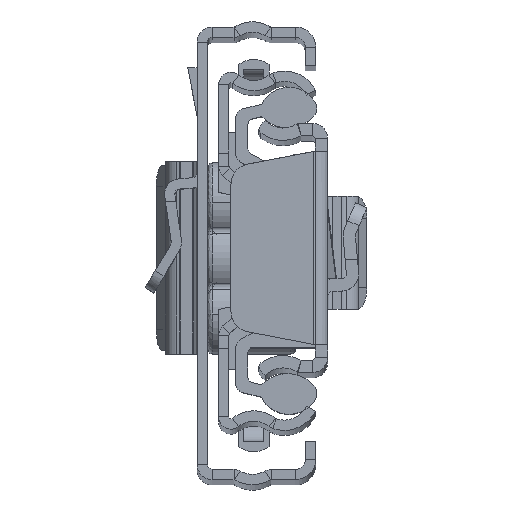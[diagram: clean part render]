
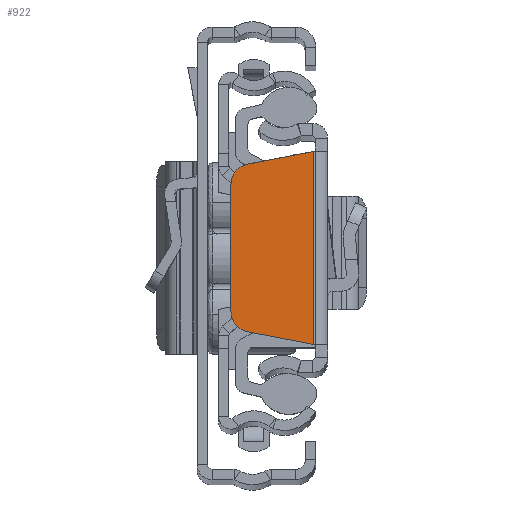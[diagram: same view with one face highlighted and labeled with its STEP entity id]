
A CAD part, top view. The second image highlights one B-rep face of the part: STEP entity #922.
In plain terms, the highlighted planar face has unit normal (0, 0, 1).
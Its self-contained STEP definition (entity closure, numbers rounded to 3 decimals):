
#922 = ADVANCED_FACE ( 'NONE', ( #5372 ), #14066, .F. ) ;
#984 = LINE ( 'NONE', #20687, #19460 ) ;
#1300 = VERTEX_POINT ( 'NONE', #9948 ) ;
#1307 = VECTOR ( 'NONE', #18904, 1000. ) ;
#2139 = CARTESIAN_POINT ( 'NONE',  ( -9.401, 6.183, 0. ) ) ;
#2816 = AXIS2_PLACEMENT_3D ( 'NONE', #19982, #20994, #6711 ) ;
#3199 = VERTEX_POINT ( 'NONE', #18456 ) ;
#3247 = DIRECTION ( 'NONE',  ( 0., 0., 1. ) ) ;
#3880 = EDGE_CURVE ( 'NONE', #19999, #12834, #15624, .T. ) ;
#4661 = CARTESIAN_POINT ( 'NONE',  ( -1.786, -9.298, 0. ) ) ;
#4800 = EDGE_CURVE ( 'NONE', #19065, #5401, #984, .T. ) ;
#4865 = CARTESIAN_POINT ( 'NONE',  ( -7.401, -6.183, 0. ) ) ;
#5372 = FACE_OUTER_BOUND ( 'NONE', #13126, .T. ) ;
#5401 = VERTEX_POINT ( 'NONE', #9899 ) ;
#5577 = EDGE_CURVE ( 'NONE', #3199, #1300, #12359, .T. ) ;
#5822 = EDGE_CURVE ( 'NONE', #5401, #3199, #16371, .T. ) ;
#5915 = DIRECTION ( 'NONE',  ( 0., 0., -1. ) ) ;
#6711 = DIRECTION ( 'NONE',  ( -1., 0., 0. ) ) ;
#8210 = LINE ( 'NONE', #19954, #16248 ) ;
#8576 = ORIENTED_EDGE ( 'NONE', *, *, #3880, .T. ) ;
#9899 = CARTESIAN_POINT ( 'NONE',  ( -9.401, -6.183, 0. ) ) ;
#9948 = CARTESIAN_POINT ( 'NONE',  ( -1.36, -9.379, 0. ) ) ;
#9958 = ORIENTED_EDGE ( 'NONE', *, *, #5822, .T. ) ;
#10150 = ORIENTED_EDGE ( 'NONE', *, *, #5577, .T. ) ;
#10204 = DIRECTION ( 'NONE',  ( 0., -1., 0. ) ) ;
#10682 = DIRECTION ( 'NONE',  ( -0.982, -0.189, 0. ) ) ;
#10962 = EDGE_CURVE ( 'NONE', #12834, #19065, #14460, .T. ) ;
#10965 = CARTESIAN_POINT ( 'NONE',  ( 0., 0., 0. ) ) ;
#11266 = CARTESIAN_POINT ( 'NONE',  ( -7.778, 8.147, 0. ) ) ;
#12359 = LINE ( 'NONE', #4661, #1307 ) ;
#12834 = VERTEX_POINT ( 'NONE', #11266 ) ;
#13126 = EDGE_LOOP ( 'NONE', ( #14800, #9958, #10150, #15698, #8576, #14398 ) ) ;
#14060 = DIRECTION ( 'NONE',  ( 0., -1., 0. ) ) ;
#14066 = PLANE ( 'NONE',  #17316 ) ;
#14398 = ORIENTED_EDGE ( 'NONE', *, *, #10962, .T. ) ;
#14460 = CIRCLE ( 'NONE', #2816, 2. ) ;
#14672 = VECTOR ( 'NONE', #10682, 1000. ) ;
#14800 = ORIENTED_EDGE ( 'NONE', *, *, #4800, .T. ) ;
#15624 = LINE ( 'NONE', #17114, #14672 ) ;
#15698 = ORIENTED_EDGE ( 'NONE', *, *, #17840, .F. ) ;
#16248 = VECTOR ( 'NONE', #10204, 1000. ) ;
#16330 = DIRECTION ( 'NONE',  ( -1., 0., 0. ) ) ;
#16371 = CIRCLE ( 'NONE', #20138, 2. ) ;
#17114 = CARTESIAN_POINT ( 'NONE',  ( -1.786, 9.298, 0. ) ) ;
#17316 = AXIS2_PLACEMENT_3D ( 'NONE', #10965, #5915, #20264 ) ;
#17840 = EDGE_CURVE ( 'NONE', #19999, #1300, #8210, .T. ) ;
#18456 = CARTESIAN_POINT ( 'NONE',  ( -7.778, -8.147, 0. ) ) ;
#18904 = DIRECTION ( 'NONE',  ( 0.982, -0.189, 0. ) ) ;
#19065 = VERTEX_POINT ( 'NONE', #2139 ) ;
#19460 = VECTOR ( 'NONE', #14060, 1000. ) ;
#19954 = CARTESIAN_POINT ( 'NONE',  ( -1.36, -9.379, 0. ) ) ;
#19982 = CARTESIAN_POINT ( 'NONE',  ( -7.401, 6.183, 0. ) ) ;
#19999 = VERTEX_POINT ( 'NONE', #20706 ) ;
#20138 = AXIS2_PLACEMENT_3D ( 'NONE', #4865, #3247, #16330 ) ;
#20264 = DIRECTION ( 'NONE',  ( -1., 0., 0. ) ) ;
#20687 = CARTESIAN_POINT ( 'NONE',  ( -9.401, 0., 0. ) ) ;
#20706 = CARTESIAN_POINT ( 'NONE',  ( -1.36, 9.379, 0. ) ) ;
#20994 = DIRECTION ( 'NONE',  ( 0., 0., 1. ) ) ;
